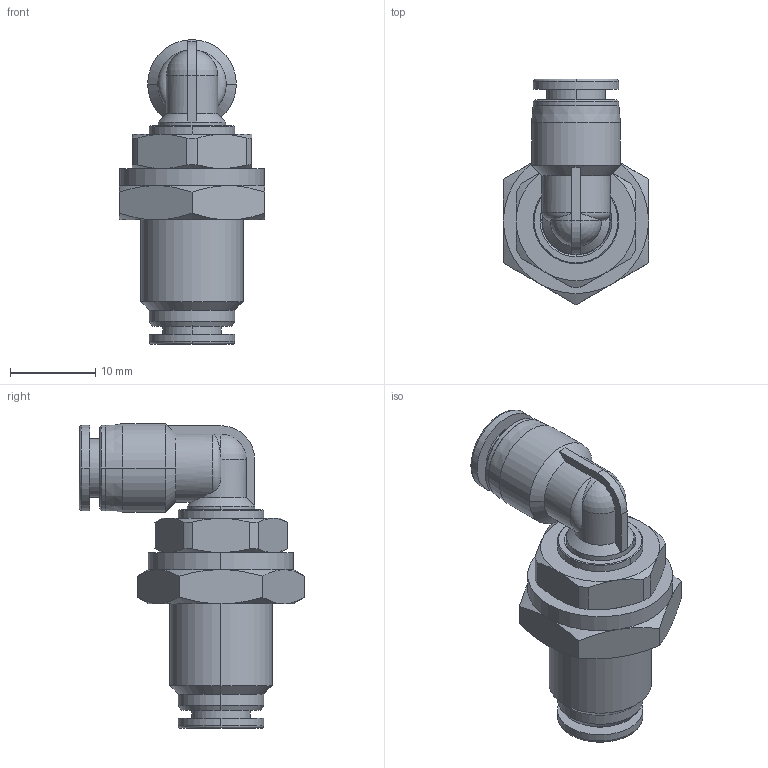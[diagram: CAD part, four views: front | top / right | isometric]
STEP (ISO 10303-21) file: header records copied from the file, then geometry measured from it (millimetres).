
FILE_DESCRIPTION((''),'2;1');
FILE_NAME('PLM C06-mdt.stp','2017-07-24T14:50:20',(''),(''),'Mechanical Desktop 2009','Mechanical Desktop 2009',', , ');
FILE_SCHEMA(('CONFIG_CONTROL_DESIGN'));
Length unit declared in the file: millimetre
Products named in the file (15): PLM C06-MDT; PART1; ~PART1; ~~~PART1; ~~~~PART1; ~~~~~PART1; ~~~~~~PART1; ~~PART1; A$C59351209; A$C121B6233; A$C002A4D4D; A$C2FFC6E91; A$C50F044BA; A$C1A281C27; A$C46C277AD
Assembly tree (15 placements, depth 2):
  PLM C06-MDT
    PART1
    ~PART1
    ~~~PART1
    ~~~~PART1
    ~~~~~PART1  x2
    ~~~~~~PART1
    ~~PART1
    A$C59351209
    A$C121B6233
    A$C002A4D4D
    A$C2FFC6E91
    A$C50F044BA
    A$C1A281C27
    A$C46C277AD
Bounding box: 17 x 26.41 x 35.7 mm (x, y, z)
Volume: 3666.8 mm3; surface area: 5053.5 mm2
Topology: 8 solids, 8 shells, 271 faces, 587 edges, 354 vertices
Faces by surface type: cylinder 106, cone 77, plane 65, torus 20, sphere 3
Entity records: 7265 total; most frequent: CARTESIAN_POINT 1394, DIRECTION 1312, ORIENTED_EDGE 1094, AXIS2_PLACEMENT_3D 566, EDGE_CURVE 547, VERTEX_POINT 329, CIRCLE 297, EDGE_LOOP 288
